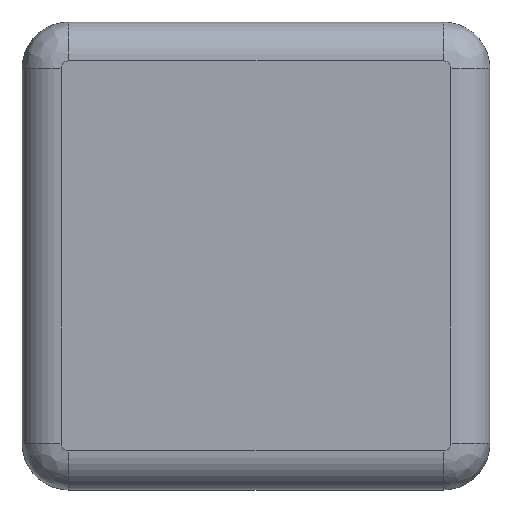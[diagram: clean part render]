
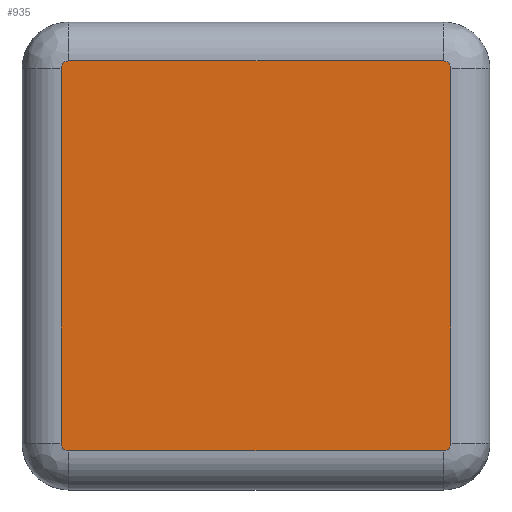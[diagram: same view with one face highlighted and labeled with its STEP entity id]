
A CAD part, top view. The second image highlights one B-rep face of the part: STEP entity #935.
In plain terms, the highlighted planar face has unit normal (0, 0, 1).
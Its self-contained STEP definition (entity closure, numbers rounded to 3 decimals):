
#23=PLANE('',#1017);
#66=LINE('',#1434,#149);
#67=LINE('',#1438,#150);
#68=LINE('',#1442,#151);
#69=LINE('',#1445,#152);
#149=VECTOR('',#1132,1000.);
#150=VECTOR('',#1135,1000.);
#151=VECTOR('',#1138,1000.);
#152=VECTOR('',#1141,1000.);
#248=FACE_OUTER_BOUND('',#303,.T.);
#303=EDGE_LOOP('',(#657,#658,#659,#660,#661,#662,#663,#664));
#372=CIRCLE('',#1018,0.5);
#373=CIRCLE('',#1019,0.5);
#374=CIRCLE('',#1020,0.5);
#375=CIRCLE('',#1021,0.5);
#420=VERTEX_POINT('',#1430);
#421=VERTEX_POINT('',#1431);
#422=VERTEX_POINT('',#1433);
#423=VERTEX_POINT('',#1435);
#424=VERTEX_POINT('',#1437);
#425=VERTEX_POINT('',#1439);
#426=VERTEX_POINT('',#1441);
#427=VERTEX_POINT('',#1443);
#513=EDGE_CURVE('',#420,#421,#372,.T.);
#514=EDGE_CURVE('',#422,#420,#66,.T.);
#515=EDGE_CURVE('',#423,#422,#373,.T.);
#516=EDGE_CURVE('',#424,#423,#67,.T.);
#517=EDGE_CURVE('',#425,#424,#374,.T.);
#518=EDGE_CURVE('',#426,#425,#68,.T.);
#519=EDGE_CURVE('',#427,#426,#375,.T.);
#520=EDGE_CURVE('',#421,#427,#69,.T.);
#657=ORIENTED_EDGE('',*,*,#513,.F.);
#658=ORIENTED_EDGE('',*,*,#514,.F.);
#659=ORIENTED_EDGE('',*,*,#515,.F.);
#660=ORIENTED_EDGE('',*,*,#516,.F.);
#661=ORIENTED_EDGE('',*,*,#517,.F.);
#662=ORIENTED_EDGE('',*,*,#518,.F.);
#663=ORIENTED_EDGE('',*,*,#519,.F.);
#664=ORIENTED_EDGE('',*,*,#520,.F.);
#935=ADVANCED_FACE('',(#248),#23,.F.);
#1017=AXIS2_PLACEMENT_3D('',#1429,#1128,#1129);
#1018=AXIS2_PLACEMENT_3D('',#1432,#1130,#1131);
#1019=AXIS2_PLACEMENT_3D('',#1436,#1133,#1134);
#1020=AXIS2_PLACEMENT_3D('',#1440,#1136,#1137);
#1021=AXIS2_PLACEMENT_3D('',#1444,#1139,#1140);
#1128=DIRECTION('center_axis',(0.,0.,
-1.));
#1129=DIRECTION('ref_axis',(0.,1.,0.));
#1130=DIRECTION('center_axis',(0.,0.,
-1.));
#1131=DIRECTION('ref_axis',(0.,1.,0.));
#1132=DIRECTION('',(0.,1.,0.));
#1133=DIRECTION('center_axis',(0.,0.,
-1.));
#1134=DIRECTION('ref_axis',(-1.,0.,0.));
#1135=DIRECTION('',(-1.,0.,0.));
#1136=DIRECTION('center_axis',(0.,0.,
-1.));
#1137=DIRECTION('ref_axis',(0.,-1.,0.));
#1138=DIRECTION('',(0.,-1.,0.));
#1139=DIRECTION('center_axis',(0.,0.,
-1.));
#1140=DIRECTION('ref_axis',(1.,0.,0.));
#1141=DIRECTION('',(1.,0.,0.));
#1429=CARTESIAN_POINT('Origin',(-15.,15.,3.));
#1430=CARTESIAN_POINT('',(-12.5,12.,3.));
#1431=CARTESIAN_POINT('',(-12.,12.5,3.));
#1432=CARTESIAN_POINT('Origin',(-12.,12.,3.));
#1433=CARTESIAN_POINT('',(-12.5,-12.,3.));
#1434=CARTESIAN_POINT('',(-12.5,15.,3.));
#1435=CARTESIAN_POINT('',(-12.,-12.5,3.));
#1436=CARTESIAN_POINT('Origin',(-12.,-12.,3.));
#1437=CARTESIAN_POINT('',(12.,-12.5,3.));
#1438=CARTESIAN_POINT('',(-15.,-12.5,3.));
#1439=CARTESIAN_POINT('',(12.5,-12.,3.));
#1440=CARTESIAN_POINT('Origin',(12.,-12.,3.));
#1441=CARTESIAN_POINT('',(12.5,12.,3.));
#1442=CARTESIAN_POINT('',(12.5,15.,3.));
#1443=CARTESIAN_POINT('',(12.,12.5,3.));
#1444=CARTESIAN_POINT('Origin',(12.,12.,3.));
#1445=CARTESIAN_POINT('',(-15.,12.5,3.));
